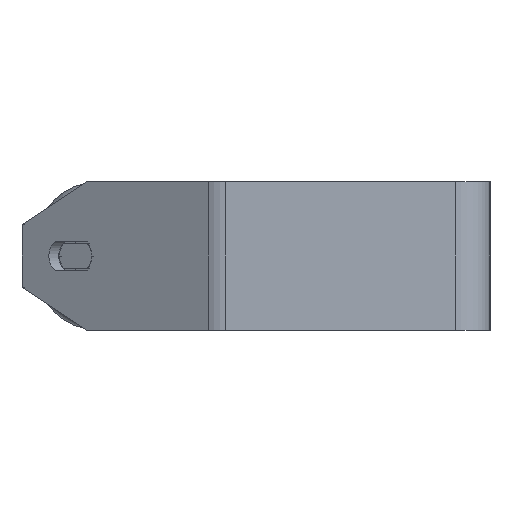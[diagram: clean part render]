
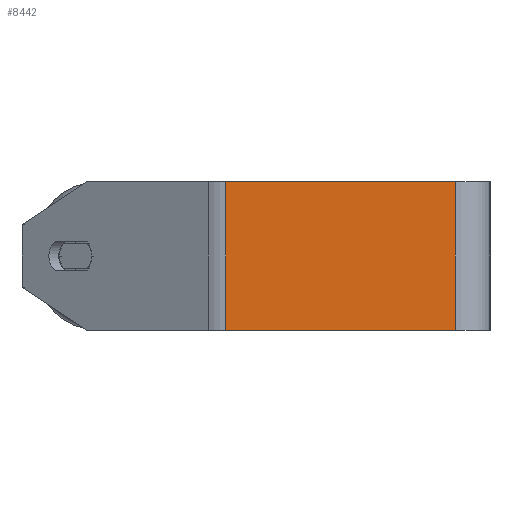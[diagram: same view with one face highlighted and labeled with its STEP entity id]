
A CAD part, left-side view. The second image highlights one B-rep face of the part: STEP entity #8442.
In plain terms, the highlighted planar face has unit normal (-1, 0, 0).
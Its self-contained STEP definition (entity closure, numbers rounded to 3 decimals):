
#22 = DIRECTION ( 'NONE',  ( 0., 0., -1. ) ) ;
#683 = VECTOR ( 'NONE', #859, 1000. ) ;
#859 = DIRECTION ( 'NONE',  ( 0., 0., -1. ) ) ;
#990 = CARTESIAN_POINT ( 'NONE',  ( -300., 14., 30. ) ) ;
#1274 = PLANE ( 'NONE',  #6817 ) ;
#1398 = LINE ( 'NONE', #2036, #2503 ) ;
#2036 = CARTESIAN_POINT ( 'NONE',  ( -300., 110.394, -30. ) ) ;
#2071 = ORIENTED_EDGE ( 'NONE', *, *, #7515, .F. ) ;
#2108 = EDGE_CURVE ( 'NONE', #2854, #5706, #4098, .T. ) ;
#2331 = VERTEX_POINT ( 'NONE', #6181 ) ;
#2340 = DIRECTION ( 'NONE',  ( 0., -1., 0. ) ) ;
#2422 = CARTESIAN_POINT ( 'NONE',  ( -300., 110.394, 30. ) ) ;
#2500 = CARTESIAN_POINT ( 'NONE',  ( -300., 14., -30. ) ) ;
#2503 = VECTOR ( 'NONE', #7280, 1000. ) ;
#2610 = VERTEX_POINT ( 'NONE', #7008 ) ;
#2807 = LINE ( 'NONE', #6708, #3332 ) ;
#2854 = VERTEX_POINT ( 'NONE', #7997 ) ;
#3270 = CARTESIAN_POINT ( 'NONE',  ( -300., 110.394, 30. ) ) ;
#3332 = VECTOR ( 'NONE', #4782, 1000. ) ;
#3361 = EDGE_LOOP ( 'NONE', ( #4779, #5158, #2071, #4497 ) ) ;
#3589 = EDGE_CURVE ( 'NONE', #2331, #5706, #1398, .T. ) ;
#4098 = LINE ( 'NONE', #990, #683 ) ;
#4301 = LINE ( 'NONE', #2422, #4740 ) ;
#4497 = ORIENTED_EDGE ( 'NONE', *, *, #5866, .T. ) ;
#4740 = VECTOR ( 'NONE', #2340, 1000. ) ;
#4779 = ORIENTED_EDGE ( 'NONE', *, *, #3589, .T. ) ;
#4782 = DIRECTION ( 'NONE',  ( 0., 0., -1. ) ) ;
#5158 = ORIENTED_EDGE ( 'NONE', *, *, #2108, .F. ) ;
#5706 = VERTEX_POINT ( 'NONE', #2500 ) ;
#5866 = EDGE_CURVE ( 'NONE', #2610, #2331, #2807, .T. ) ;
#5892 = DIRECTION ( 'NONE',  ( 1., 0., 0. ) ) ;
#6181 = CARTESIAN_POINT ( 'NONE',  ( -300., 106.642, -30. ) ) ;
#6708 = CARTESIAN_POINT ( 'NONE',  ( -300., 106.642, 30. ) ) ;
#6817 = AXIS2_PLACEMENT_3D ( 'NONE', #3270, #5892, #22 ) ;
#7008 = CARTESIAN_POINT ( 'NONE',  ( -300., 106.642, 30. ) ) ;
#7280 = DIRECTION ( 'NONE',  ( 0., -1., 0. ) ) ;
#7515 = EDGE_CURVE ( 'NONE', #2610, #2854, #4301, .T. ) ;
#7790 = FACE_OUTER_BOUND ( 'NONE', #3361, .T. ) ;
#7997 = CARTESIAN_POINT ( 'NONE',  ( -300., 14., 30. ) ) ;
#8442 = ADVANCED_FACE ( 'NONE', ( #7790 ), #1274, .F. ) ;
